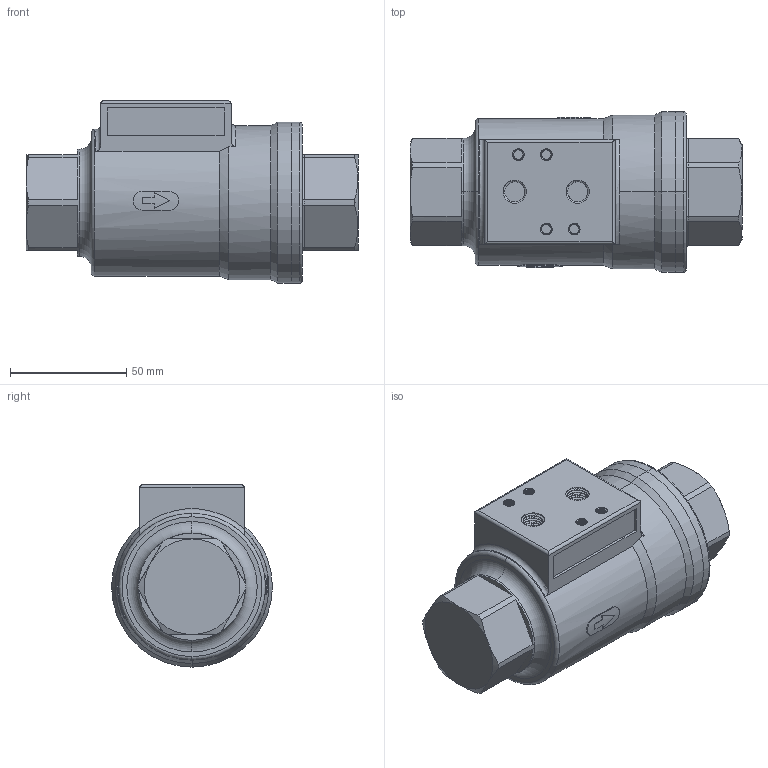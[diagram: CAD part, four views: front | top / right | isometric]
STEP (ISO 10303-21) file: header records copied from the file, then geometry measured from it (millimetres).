
FILE_DESCRIPTION (( 'STEP AP203' ), '1' );
FILE_NAME ('25梭阀装配体stp.STEP', '2022-08-02T02:32:14', ( '微软用户' ), ( '微软中国' ), 'SwSTEP 2.0', 'SolidWorks 2017', '' );
FILE_SCHEMA (( 'CONFIG_CONTROL_DESIGN' ));
Length unit declared in the file: millimetre
Products named in the file (3): 25坲概蚾饜极stp; 2511裔; ESF02501
Assembly tree (2 placements, depth 2):
  25坲概蚾饜极stp
    2511裔
    ESF02501
Bounding box: 142.5 x 69 x 78.2 mm (x, y, z)
Volume: 203762.2 mm3; surface area: 62971.2 mm2
Topology: 2 solids, 2 shells, 441 faces, 1133 edges, 730 vertices
Faces by surface type: cylinder 195, bspline 123, plane 82, cone 21, torus 20
Entity records: 35942 total; most frequent: CARTESIAN_POINT 26924, ORIENTED_EDGE 2266, DIRECTION 1190, EDGE_CURVE 1133, VERTEX_POINT 730, EDGE_LOOP 475, AXIS2_PLACEMENT_3D 461, B_SPLINE_CURVE_WITH_KNOTS 453
